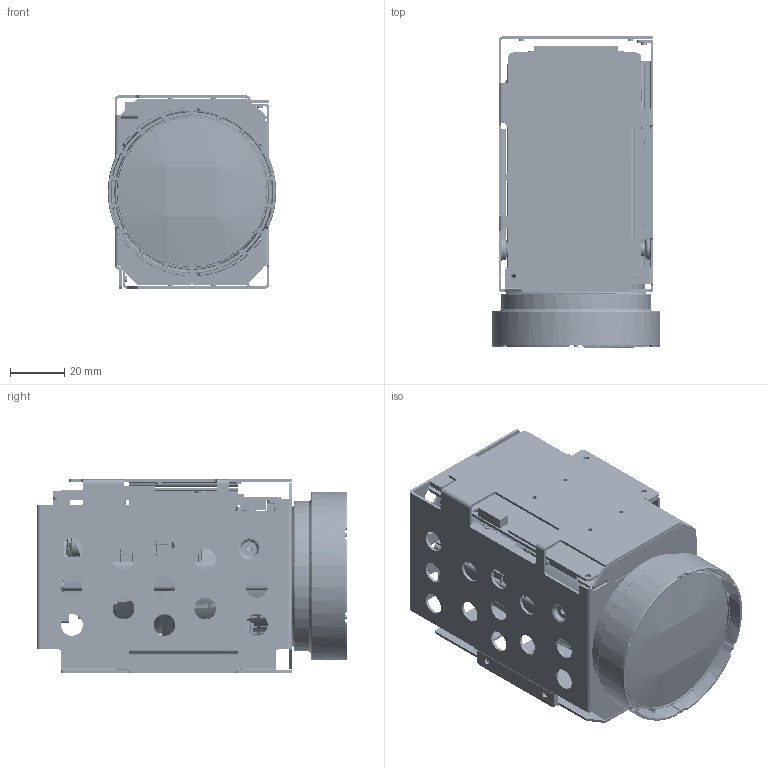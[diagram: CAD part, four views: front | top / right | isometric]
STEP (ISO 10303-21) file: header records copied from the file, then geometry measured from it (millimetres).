
FILE_DESCRIPTION (( 'STEP AP203' ), '1' );
FILE_NAME ('680126.STEP', '2024-06-11T01:15:30', ( 'Windows User' ), ( 'P R C' ), 'SwSTEP 2.0', 'SolidWorks 2020', '' );
FILE_SCHEMA (( 'CONFIG_CONTROL_DESIGN' ));
Products named in the file (1): 680126
Bounding box: 61.9 x 114.3 x 71 mm (x, y, z)
Surface area: 101061.4 mm2 (no closed solid volume)
Topology: 0 solids, 87 shells, 5215 faces, 14459 edges, 9662 vertices
Faces by surface type: plane 2964, cylinder 1011, cone 651, bspline 577, torus 12
Full cylindrical faces by diameter (mm): 0.25 x81, 0.5 x8, 0.6 x8, 0.65 x11, 0.7 x15, 0.8 x8, 1 x6, 1.2 x12, 1.4 x1, 1.45 x2, 1.5 x10, 1.6 x2, 1.7 x40, 1.8 x6, 1.85 x2, 1.9 x4, 1.96 x7, 2 x25, 2.1 x2, 2.2 x13, 2.5 x2, 4.8 x3, 6 x6, 8 x38, 9.2 x4, 10 x2
Entity records: 208447 total; most frequent: CARTESIAN_POINT 91433, ORIENTED_EDGE 27266, DIRECTION 18005, EDGE_CURVE 13695, VERTEX_POINT 9485, EDGE_LOOP 6315, B_SPLINE_CURVE_WITH_KNOTS 6221, AXIS2_PLACEMENT_3D 6066
